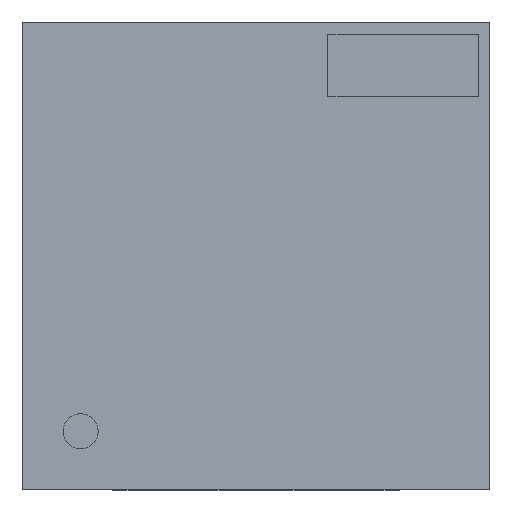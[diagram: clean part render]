
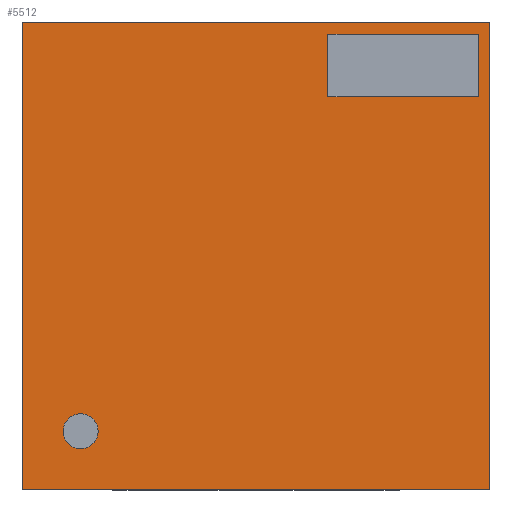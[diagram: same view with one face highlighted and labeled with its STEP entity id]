
A CAD part, top view. The second image highlights one B-rep face of the part: STEP entity #5512.
In plain terms, the highlighted planar face has unit normal (0, 0, 1).
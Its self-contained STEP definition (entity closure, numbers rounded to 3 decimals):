
#29 = CARTESIAN_POINT ( 'NONE',  ( 0.617, 2.055, 0.755 ) ) ;
#161 = DIRECTION ( 'NONE',  ( 1., 0., 0. ) ) ;
#174 = LINE ( 'NONE', #2620, #5476 ) ;
#196 = CARTESIAN_POINT ( 'NONE',  ( -1.998, -1.84, 0.755 ) ) ;
#427 = ORIENTED_EDGE ( 'NONE', *, *, #1404, .F. ) ;
#445 = DIRECTION ( 'NONE',  ( 1., 0., 0. ) ) ;
#465 = ORIENTED_EDGE ( 'NONE', *, *, #2668, .F. ) ;
#509 = DIRECTION ( 'NONE',  ( 0., -1., 0. ) ) ;
#532 = LINE ( 'NONE', #3647, #6733 ) ;
#546 = CARTESIAN_POINT ( 'NONE',  ( 0.002, 0.16, 0.755 ) ) ;
#630 = CARTESIAN_POINT ( 'NONE',  ( -1.998, 2.16, 0.755 ) ) ;
#640 = EDGE_CURVE ( 'NONE', #5503, #6867, #5564, .T. ) ;
#910 = VERTEX_POINT ( 'NONE', #5557 ) ;
#1152 = DIRECTION ( 'NONE',  ( 0., 0., -1. ) ) ;
#1291 = EDGE_CURVE ( 'NONE', #5212, #5857, #4401, .T. ) ;
#1404 = EDGE_CURVE ( 'NONE', #3335, #910, #2786, .T. ) ;
#1462 = VERTEX_POINT ( 'NONE', #1743 ) ;
#1512 = VECTOR ( 'NONE', #6880, 1000. ) ;
#1685 = VERTEX_POINT ( 'NONE', #4518 ) ;
#1698 = CARTESIAN_POINT ( 'NONE',  ( -1.998, -1.84, 0.755 ) ) ;
#1743 = CARTESIAN_POINT ( 'NONE',  ( 1.907, 2.055, 0.755 ) ) ;
#1960 = LINE ( 'NONE', #3206, #4184 ) ;
#1972 = VECTOR ( 'NONE', #161, 1000. ) ;
#2012 = CARTESIAN_POINT ( 'NONE',  ( -1.998, 2.16, 0.755 ) ) ;
#2263 = AXIS2_PLACEMENT_3D ( 'NONE', #4727, #4024, #445 ) ;
#2330 = FACE_BOUND ( 'NONE', #5465, .T. ) ;
#2566 = ORIENTED_EDGE ( 'NONE', *, *, #1291, .F. ) ;
#2620 = CARTESIAN_POINT ( 'NONE',  ( 2.002, -1.84, 0.755 ) ) ;
#2668 = EDGE_CURVE ( 'NONE', #910, #3335, #3002, .T. ) ;
#2786 = CIRCLE ( 'NONE', #2263, 0.15 ) ;
#2891 = ORIENTED_EDGE ( 'NONE', *, *, #4199, .F. ) ;
#2961 = CARTESIAN_POINT ( 'NONE',  ( -1.648, -1.34, 0.755 ) ) ;
#3002 = CIRCLE ( 'NONE', #6454, 0.15 ) ;
#3021 = EDGE_LOOP ( 'NONE', ( #465, #427 ) ) ;
#3031 = DIRECTION ( 'NONE',  ( 0., 1., 0. ) ) ;
#3117 = CARTESIAN_POINT ( 'NONE',  ( 0.617, 1.519, 0.755 ) ) ;
#3206 = CARTESIAN_POINT ( 'NONE',  ( 0.617, 2.055, 0.755 ) ) ;
#3335 = VERTEX_POINT ( 'NONE', #2961 ) ;
#3357 = DIRECTION ( 'NONE',  ( 1., 0., 0. ) ) ;
#3365 = DIRECTION ( 'NONE',  ( 0., -1., 0. ) ) ;
#3384 = CARTESIAN_POINT ( 'NONE',  ( 2.002, 2.16, 0.755 ) ) ;
#3465 = EDGE_CURVE ( 'NONE', #1462, #5212, #1960, .T. ) ;
#3475 = VECTOR ( 'NONE', #3365, 1000. ) ;
#3647 = CARTESIAN_POINT ( 'NONE',  ( 1.907, 2.055, 0.755 ) ) ;
#3830 = VECTOR ( 'NONE', #7228, 1000. ) ;
#3838 = AXIS2_PLACEMENT_3D ( 'NONE', #546, #1152, #509 ) ;
#4024 = DIRECTION ( 'NONE',  ( 0., 0., 1. ) ) ;
#4034 = LINE ( 'NONE', #5129, #3475 ) ;
#4184 = VECTOR ( 'NONE', #5633, 1000. ) ;
#4199 = EDGE_CURVE ( 'NONE', #5857, #1685, #6159, .T. ) ;
#4288 = FACE_OUTER_BOUND ( 'NONE', #7580, .T. ) ;
#4363 = CARTESIAN_POINT ( 'NONE',  ( 2.002, -1.84, 0.755 ) ) ;
#4401 = LINE ( 'NONE', #29, #4591 ) ;
#4403 = CARTESIAN_POINT ( 'NONE',  ( 0.617, 1.519, 0.755 ) ) ;
#4488 = DIRECTION ( 'NONE',  ( 0., 0., 1. ) ) ;
#4518 = CARTESIAN_POINT ( 'NONE',  ( 1.907, 1.519, 0.755 ) ) ;
#4571 = CARTESIAN_POINT ( 'NONE',  ( -1.498, -1.34, 0.755 ) ) ;
#4591 = VECTOR ( 'NONE', #5039, 1000. ) ;
#4608 = ORIENTED_EDGE ( 'NONE', *, *, #5934, .T. ) ;
#4650 = ORIENTED_EDGE ( 'NONE', *, *, #7875, .F. ) ;
#4727 = CARTESIAN_POINT ( 'NONE',  ( -1.498, -1.34, 0.755 ) ) ;
#4906 = CARTESIAN_POINT ( 'NONE',  ( 0.617, 2.055, 0.755 ) ) ;
#4981 = ORIENTED_EDGE ( 'NONE', *, *, #7115, .T. ) ;
#4992 = ORIENTED_EDGE ( 'NONE', *, *, #640, .T. ) ;
#5039 = DIRECTION ( 'NONE',  ( 0., -1., 0. ) ) ;
#5120 = DIRECTION ( 'NONE',  ( 0., 1., 0. ) ) ;
#5129 = CARTESIAN_POINT ( 'NONE',  ( -1.998, -1.84, 0.755 ) ) ;
#5212 = VERTEX_POINT ( 'NONE', #4906 ) ;
#5380 = PLANE ( 'NONE',  #3838 ) ;
#5465 = EDGE_LOOP ( 'NONE', ( #2566, #5777, #4650, #2891 ) ) ;
#5476 = VECTOR ( 'NONE', #5120, 1000. ) ;
#5503 = VERTEX_POINT ( 'NONE', #1698 ) ;
#5512 = ADVANCED_FACE ( 'NONE', ( #2330, #6077, #4288 ), #5380, .F. ) ;
#5557 = CARTESIAN_POINT ( 'NONE',  ( -1.348, -1.34, 0.755 ) ) ;
#5564 = LINE ( 'NONE', #196, #1972 ) ;
#5633 = DIRECTION ( 'NONE',  ( -1., 0., 0. ) ) ;
#5777 = ORIENTED_EDGE ( 'NONE', *, *, #3465, .F. ) ;
#5857 = VERTEX_POINT ( 'NONE', #4403 ) ;
#5934 = EDGE_CURVE ( 'NONE', #7416, #5503, #4034, .T. ) ;
#6077 = FACE_BOUND ( 'NONE', #3021, .T. ) ;
#6140 = VERTEX_POINT ( 'NONE', #3384 ) ;
#6159 = LINE ( 'NONE', #3117, #3830 ) ;
#6454 = AXIS2_PLACEMENT_3D ( 'NONE', #4571, #4488, #3357 ) ;
#6723 = ORIENTED_EDGE ( 'NONE', *, *, #7533, .T. ) ;
#6733 = VECTOR ( 'NONE', #3031, 1000. ) ;
#6867 = VERTEX_POINT ( 'NONE', #4363 ) ;
#6880 = DIRECTION ( 'NONE',  ( -1., 0., 0. ) ) ;
#7115 = EDGE_CURVE ( 'NONE', #6867, #6140, #174, .T. ) ;
#7228 = DIRECTION ( 'NONE',  ( 1., 0., 0. ) ) ;
#7416 = VERTEX_POINT ( 'NONE', #630 ) ;
#7463 = LINE ( 'NONE', #2012, #1512 ) ;
#7533 = EDGE_CURVE ( 'NONE', #6140, #7416, #7463, .T. ) ;
#7580 = EDGE_LOOP ( 'NONE', ( #4981, #6723, #4608, #4992 ) ) ;
#7875 = EDGE_CURVE ( 'NONE', #1685, #1462, #532, .T. ) ;
